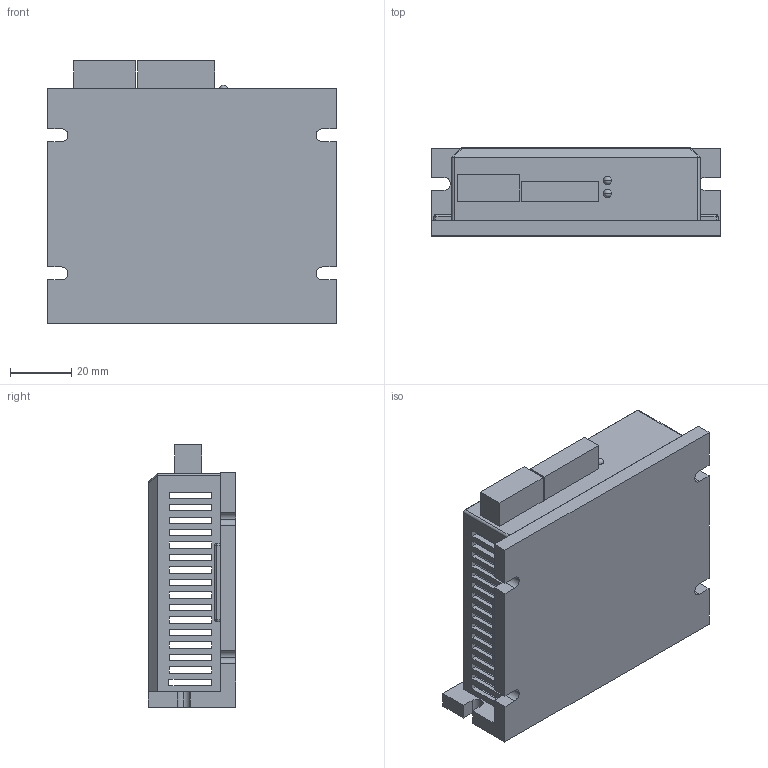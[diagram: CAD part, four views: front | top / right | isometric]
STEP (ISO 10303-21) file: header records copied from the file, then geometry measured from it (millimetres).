
FILE_DESCRIPTION (( 'STEP AP214' ), '1' );
FILE_NAME ('RC880.STEP', '2019-08-19T22:19:18', ( '' ), ( '' ), 'SwSTEP 2.0', 'SolidWorks 2017', '' );
FILE_SCHEMA (( 'AUTOMOTIVE_DESIGN' ));
Length unit declared in the file: inch
Products named in the file (1): RC880
Bounding box: 94 x 28.6 x 85.39 mm (x, y, z)
Volume: 65722.4 mm3; surface area: 42071.6 mm2
Topology: 1 solids, 1 shells, 251 faces, 726 edges, 479 vertices
Faces by surface type: plane 206, cylinder 35, sphere 6, torus 4
Entity records: 8511 total; most frequent: CARTESIAN_POINT 1807, ORIENTED_EDGE 1444, DIRECTION 1228, EDGE_CURVE 722, VECTOR 616, LINE 616, VERTEX_POINT 479, EDGE_LOOP 321
